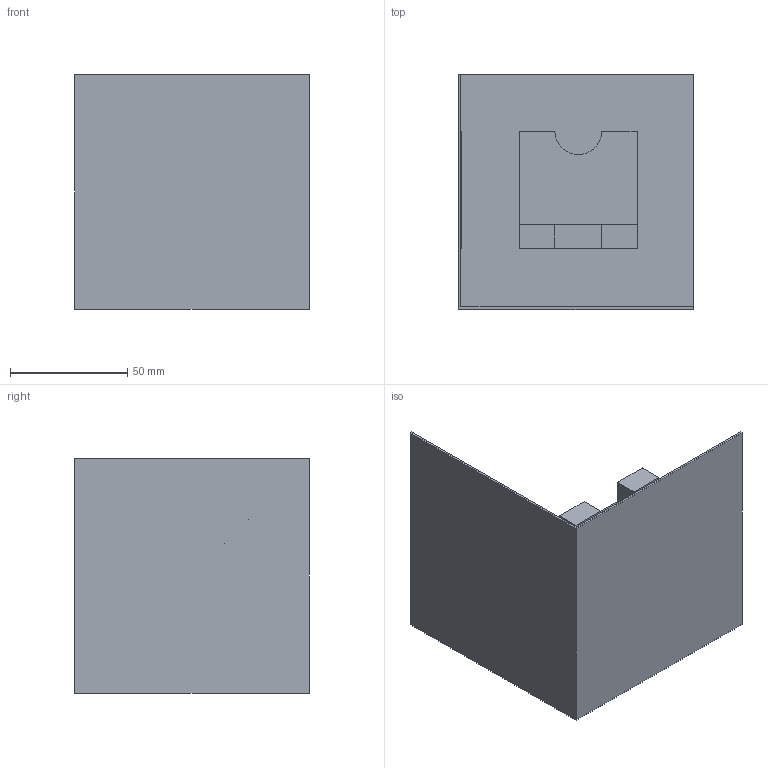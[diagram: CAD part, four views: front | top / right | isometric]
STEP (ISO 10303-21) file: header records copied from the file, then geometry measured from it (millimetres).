
FILE_DESCRIPTION(('STEP AP203'), '1');
FILE_NAME('Ñáîðêà.stp', '2013-05-02T13:58:29', ('Áîðèñîâ Àëåêñåé'), ('ÏðîìÕîëîäÌàø'), 'ASCON STEP Converter 1.3', 'Kompas 3D', '');
FILE_SCHEMA(('CONFIG_CONTROL_DESIGN','SUPPORT_RESOURCE_SCHEMA'));
Length unit declared in the file: millimetre
Products named in the file (2): 1; 2
Assembly tree (1 placements, depth 2):
  1
    2
Bounding box: 100 x 100 x 100 mm (x, y, z)
Volume: 71684.5 mm3; surface area: 73483.1 mm2
Topology: 4 solids, 4 shells, 58 faces, 141 edges, 94 vertices
Faces by surface type: plane 56, cylinder 2
Entity records: 1996 total; most frequent: CARTESIAN_POINT 295, ORIENTED_EDGE 282, DIRECTION 265, EDGE_CURVE 141, LINE 137, VECTOR 137, VERTEX_POINT 94, AXIS2_PLACEMENT_3D 64
